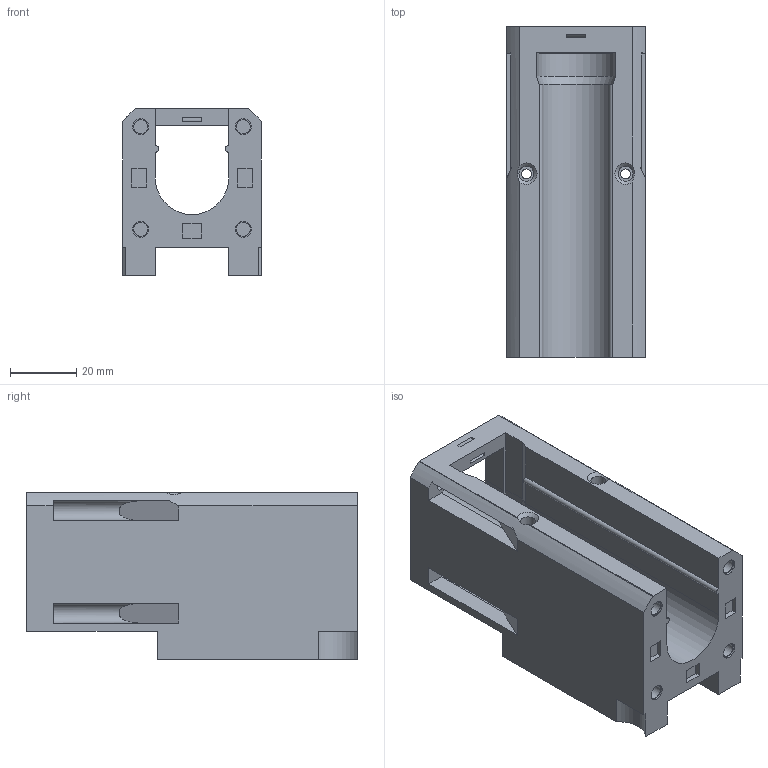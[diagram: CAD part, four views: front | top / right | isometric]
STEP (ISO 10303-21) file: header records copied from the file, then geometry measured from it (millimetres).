
FILE_DESCRIPTION(/* description */ (''),/* implementation_level */ '2;1');
FILE_NAME(/* name */ 'Main body.step',/* time_stamp */ '2021-06-15T14:56:06+02:00',/* author */ (''),/* organization */ (''),/* preprocessor_version */ 'ST-DEVELOPER v18.1',/* originating_system */ 'Autodesk Translation Framework v10.9.0.1377',/* authorisation */ '');
FILE_SCHEMA (('AUTOMOTIVE_DESIGN { 1 0 10303 214 3 1 1 }'));
Length unit declared in the file: millimetre
Products named in the file (1): Main body
Bounding box: 42 x 100 x 50.5 mm (x, y, z)
Volume: 110851.3 mm3; surface area: 31828.9 mm2
Topology: 1 solids, 1 shells, 165 faces, 403 edges, 267 vertices
Faces by surface type: plane 92, cylinder 63, bspline 7, cone 3
Full cylindrical faces by diameter (mm): 2.529 x2, 3 x2, 3.086 x1, 3.5 x4, 4 x1, 4.2 x10, 4.5 x2, 4.8 x10
Entity records: 5949 total; most frequent: CARTESIAN_POINT 1967, ORIENTED_EDGE 806, DIRECTION 792, EDGE_CURVE 403, AXIS2_PLACEMENT_3D 278, VERTEX_POINT 267, LINE 236, VECTOR 236
